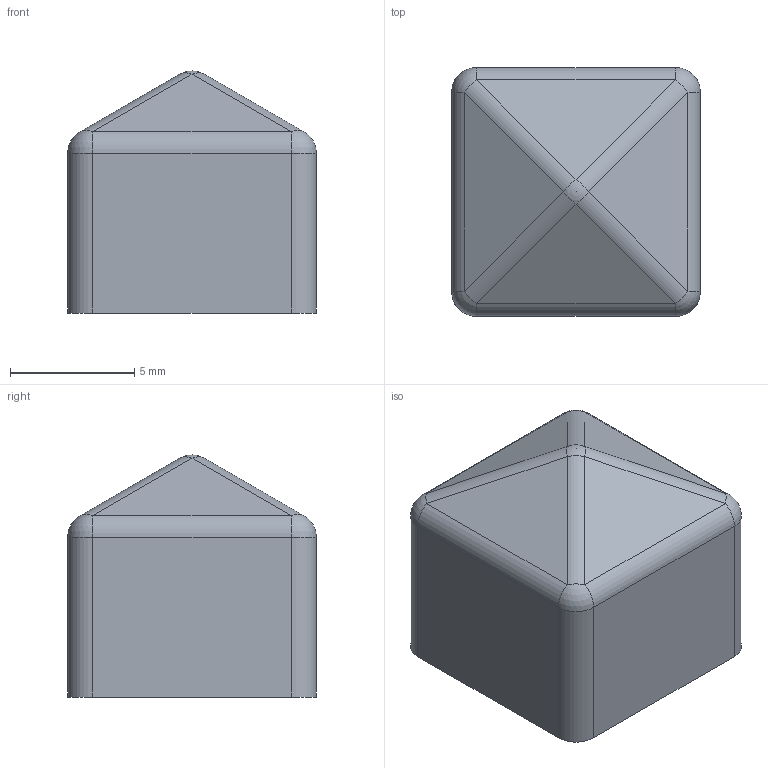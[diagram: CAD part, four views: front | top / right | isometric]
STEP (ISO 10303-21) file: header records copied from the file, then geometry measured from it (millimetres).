
FILE_DESCRIPTION(/* description */ ('','CAx-IF Rec.Pracs.---Representation and Presentation of Product Manufacturing Information (PMI)---4.0---2014-10-13'),/* implementation_level */ '2;1');
FILE_NAME(/* name */ 'pyramid_10.step',/* time_stamp */ '2025-02-04T12:09:12+01:00',/* author */ (''),/* organization */ (''),/* preprocessor_version */ 'ST-DEVELOPER v20',/* originating_system */ 'Autodesk Translation Framework v13.20.0.188',/* authorisation */ '');
FILE_SCHEMA (('AP242_MANAGED_MODEL_BASED_3D_ENGINEERING_MIM_LF { 1 0 10303 442 1 1 4 }'));
Length unit declared in the file: millimetre
Products named in the file (1): pyramid_10
Bounding box: 10 x 10 x 9.73 mm (x, y, z)
Volume: 787.6 mm3; surface area: 476.4 mm2
Topology: 1 solids, 1 shells, 26 faces, 54 edges, 29 vertices
Faces by surface type: cylinder 12, plane 9, sphere 5
Entity records: 692 total; most frequent: DIRECTION 132, CARTESIAN_POINT 109, ORIENTED_EDGE 106, EDGE_CURVE 53, AXIS2_PLACEMENT_3D 52, VERTEX_POINT 29, LINE 28, VECTOR 28
